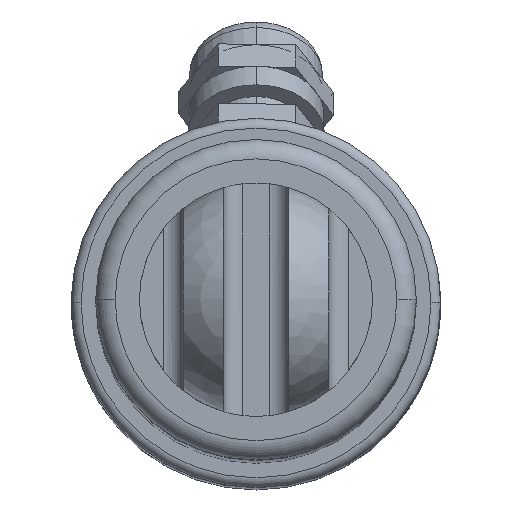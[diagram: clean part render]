
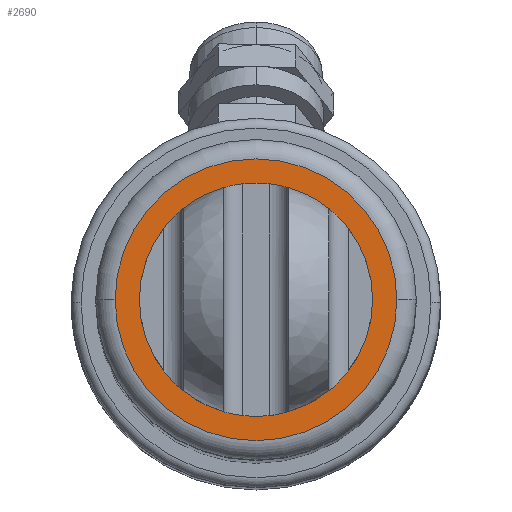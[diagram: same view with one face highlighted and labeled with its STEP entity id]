
A CAD part, top view. The second image highlights one B-rep face of the part: STEP entity #2690.
In plain terms, the highlighted planar face has unit normal (0, 0, 1).
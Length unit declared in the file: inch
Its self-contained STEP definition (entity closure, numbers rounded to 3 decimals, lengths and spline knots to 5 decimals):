
#12 = DIRECTION ( 'NONE',  ( 1., 0., 0. ) ) ;
#59 = ORIENTED_EDGE ( 'NONE', *, *, #2309, .T. ) ;
#103 = VERTEX_POINT ( 'NONE', #783 ) ;
#173 = CIRCLE ( 'NONE', #2276, 0.57087 ) ;
#216 = DIRECTION ( 'NONE',  ( 0., 0., 1. ) ) ;
#401 = AXIS2_PLACEMENT_3D ( 'NONE', #1462, #216, #1909 ) ;
#418 = ORIENTED_EDGE ( 'NONE', *, *, #846, .F. ) ;
#441 = VERTEX_POINT ( 'NONE', #881 ) ;
#506 = FACE_OUTER_BOUND ( 'NONE', #2389, .T. ) ;
#511 = VERTEX_POINT ( 'NONE', #1803 ) ;
#783 = CARTESIAN_POINT ( 'NONE',  ( 0.47244, 0., 12.47094 ) ) ;
#790 = AXIS2_PLACEMENT_3D ( 'NONE', #1273, #2351, #837 ) ;
#837 = DIRECTION ( 'NONE',  ( 1., 0., 0. ) ) ;
#846 = EDGE_CURVE ( 'NONE', #103, #1599, #1224, .T. ) ;
#852 = CARTESIAN_POINT ( 'NONE',  ( 0., 0., 12.47094 ) ) ;
#881 = CARTESIAN_POINT ( 'NONE',  ( -0.57087, 0., 12.47094 ) ) ;
#886 = AXIS2_PLACEMENT_3D ( 'NONE', #2377, #1084, #2174 ) ;
#929 = FACE_BOUND ( 'NONE', #1386, .T. ) ;
#1084 = DIRECTION ( 'NONE',  ( 0., 0., 1. ) ) ;
#1110 = DIRECTION ( 'NONE',  ( 1., 0., 0. ) ) ;
#1224 = CIRCLE ( 'NONE', #886, 0.47244 ) ;
#1273 = CARTESIAN_POINT ( 'NONE',  ( 0., 0., 12.47094 ) ) ;
#1386 = EDGE_LOOP ( 'NONE', ( #418, #1525 ) ) ;
#1462 = CARTESIAN_POINT ( 'NONE',  ( 0., 0., 12.47094 ) ) ;
#1491 = ORIENTED_EDGE ( 'NONE', *, *, #2006, .T. ) ;
#1525 = ORIENTED_EDGE ( 'NONE', *, *, #2668, .F. ) ;
#1599 = VERTEX_POINT ( 'NONE', #2341 ) ;
#1712 = PLANE ( 'NONE',  #790 ) ;
#1782 = CARTESIAN_POINT ( 'NONE',  ( 0., 0., 12.47094 ) ) ;
#1803 = CARTESIAN_POINT ( 'NONE',  ( 0.57087, 0., 12.47094 ) ) ;
#1909 = DIRECTION ( 'NONE',  ( 1., 0., 0. ) ) ;
#2006 = EDGE_CURVE ( 'NONE', #441, #511, #2452, .T. ) ;
#2174 = DIRECTION ( 'NONE',  ( 1., 0., 0. ) ) ;
#2276 = AXIS2_PLACEMENT_3D ( 'NONE', #1782, #2624, #1110 ) ;
#2309 = EDGE_CURVE ( 'NONE', #511, #441, #173, .T. ) ;
#2320 = CIRCLE ( 'NONE', #2579, 0.47244 ) ;
#2341 = CARTESIAN_POINT ( 'NONE',  ( -0.47244, 0., 12.47094 ) ) ;
#2351 = DIRECTION ( 'NONE',  ( 0., 0., 1. ) ) ;
#2377 = CARTESIAN_POINT ( 'NONE',  ( 0., 0., 12.47094 ) ) ;
#2389 = EDGE_LOOP ( 'NONE', ( #59, #1491 ) ) ;
#2452 = CIRCLE ( 'NONE', #401, 0.57087 ) ;
#2579 = AXIS2_PLACEMENT_3D ( 'NONE', #852, #2735, #12 ) ;
#2624 = DIRECTION ( 'NONE',  ( 0., 0., 1. ) ) ;
#2668 = EDGE_CURVE ( 'NONE', #1599, #103, #2320, .T. ) ;
#2690 = ADVANCED_FACE ( 'NONE', ( #929, #506 ), #1712, .T. ) ;
#2735 = DIRECTION ( 'NONE',  ( 0., 0., 1. ) ) ;
